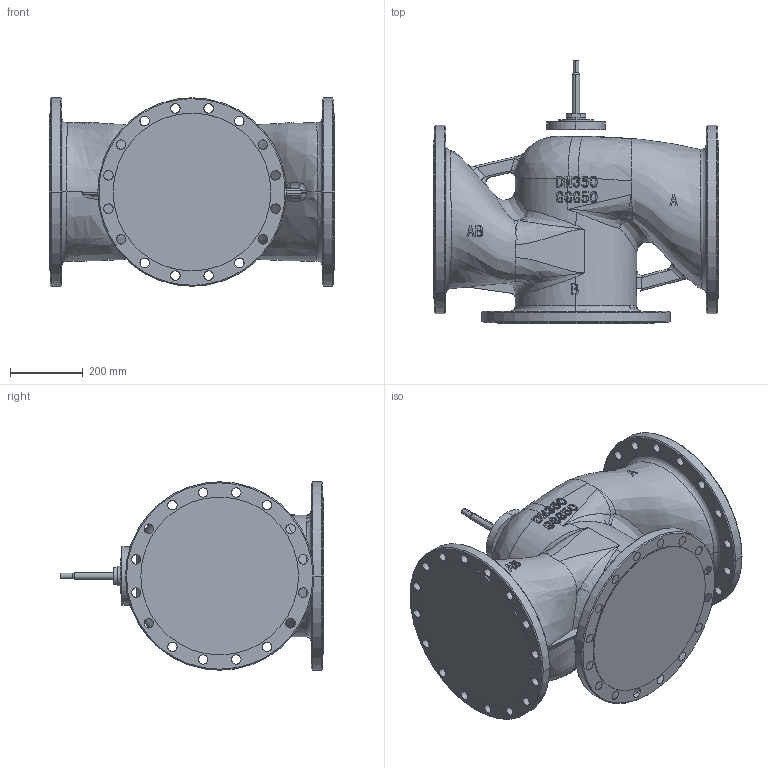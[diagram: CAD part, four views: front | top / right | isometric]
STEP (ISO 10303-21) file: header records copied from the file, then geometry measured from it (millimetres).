
FILE_DESCRIPTION (( 'STEP AP214' ), '1' );
FILE_NAME ('VFQ32&42.350.16-DN350三通阀门装配图+381-C6接口.20241126(曲面图).STEP', '2025-06-04T10:05:52', ( '' ), ( '' ), 'SwSTEP 2.0', 'SolidWorks 2015', '' );
FILE_SCHEMA (( 'AUTOMOTIVE_DESIGN' ));
Length unit declared in the file: millimetre
Products named in the file (1): VFQ32&42.350.16-DN350三通阀门装配图+381-C6接口.20241126(曲面图)
Bounding box: 787 x 727 x 520 mm (x, y, z)
Surface area: 2312197.2 mm2 (no closed solid volume)
Topology: 0 solids, 6 shells, 403 faces, 1233 edges, 830 vertices
Faces by surface type: cylinder 137, bspline 134, plane 100, cone 26, sphere 4, torus 2
Entity records: 103606 total; most frequent: CARTESIAN_POINT 89819, ORIENTED_EDGE 2269, DIRECTION 1233, EDGE_CURVE 1230, VERTEX_POINT 830, B_SPLINE_CURVE_WITH_KNOTS 728, EDGE_LOOP 532, AXIS2_PLACEMENT_3D 464
